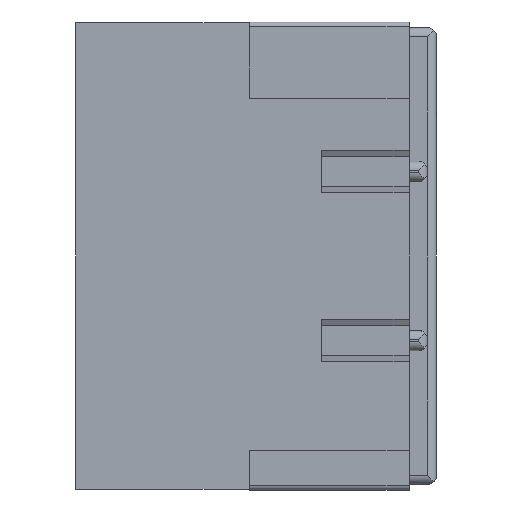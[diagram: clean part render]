
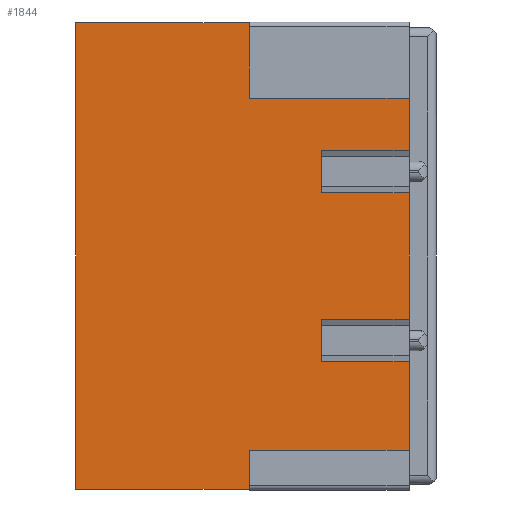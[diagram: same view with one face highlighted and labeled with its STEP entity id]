
A CAD part, left-side view. The second image highlights one B-rep face of the part: STEP entity #1844.
In plain terms, the highlighted planar face has unit normal (-1, 0, 0).
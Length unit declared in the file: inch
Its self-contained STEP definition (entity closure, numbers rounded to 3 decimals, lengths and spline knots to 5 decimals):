
#70=PLANE('',#2009);
#165=FACE_OUTER_BOUND('',#261,.T.);
#261=EDGE_LOOP('',(#1680,#1681,#1682,#1683,#1684,#1685,#1686,#1687,#1688,
#1689,#1690,#1691,#1692,#1693,#1694,#1695));
#349=LINE('',#2738,#545);
#353=LINE('',#2746,#549);
#357=LINE('',#2754,#553);
#432=LINE('',#2984,#628);
#436=LINE('',#2992,#632);
#446=LINE('',#3016,#642);
#451=LINE('',#3025,#647);
#453=LINE('',#3030,#649);
#458=LINE('',#3040,#654);
#463=LINE('',#3051,#659);
#483=LINE('',#3093,#679);
#491=LINE('',#3108,#687);
#492=LINE('',#3110,#688);
#493=LINE('',#3112,#689);
#494=LINE('',#3113,#690);
#495=LINE('',#3114,#691);
#545=VECTOR('',#2143,0.05676);
#549=VECTOR('',#2147,0.13853);
#553=VECTOR('',#2151,0.09676);
#628=VECTOR('',#2396,0.096);
#632=VECTOR('',#2404,0.04647);
#642=VECTOR('',#2420,0.51);
#647=VECTOR('',#2427,0.19);
#649=VECTOR('',#2431,0.19);
#654=VECTOR('',#2440,0.0425);
#659=VECTOR('',#2449,0.0825);
#679=VECTOR('',#2497,0.096);
#687=VECTOR('',#2517,0.175);
#688=VECTOR('',#2520,0.096);
#689=VECTOR('',#2521,0.096);
#690=VECTOR('',#2522,0.04647);
#691=VECTOR('',#2523,0.175);
#792=VERTEX_POINT('',#2735);
#793=VERTEX_POINT('',#2737);
#796=VERTEX_POINT('',#2743);
#797=VERTEX_POINT('',#2745);
#800=VERTEX_POINT('',#2751);
#801=VERTEX_POINT('',#2753);
#871=VERTEX_POINT('',#2982);
#873=VERTEX_POINT('',#2990);
#883=VERTEX_POINT('',#3013);
#884=VERTEX_POINT('',#3015);
#886=VERTEX_POINT('',#3021);
#889=VERTEX_POINT('',#3028);
#892=VERTEX_POINT('',#3038);
#896=VERTEX_POINT('',#3050);
#904=VERTEX_POINT('',#3092);
#906=VERTEX_POINT('',#3111);
#981=EDGE_CURVE('',#793,#792,#349,.T.);
#985=EDGE_CURVE('',#797,#796,#353,.T.);
#989=EDGE_CURVE('',#801,#800,#357,.T.);
#1105=EDGE_CURVE('',#800,#871,#432,.T.);
#1109=EDGE_CURVE('',#871,#873,#436,.T.);
#1119=EDGE_CURVE('',#883,#884,#446,.T.);
#1124=EDGE_CURVE('',#884,#886,#451,.T.);
#1126=EDGE_CURVE('',#883,#889,#453,.T.);
#1131=EDGE_CURVE('',#889,#892,#458,.T.);
#1137=EDGE_CURVE('',#886,#896,#463,.T.);
#1159=EDGE_CURVE('',#793,#904,#483,.T.);
#1167=EDGE_CURVE('',#792,#896,#491,.T.);
#1168=EDGE_CURVE('',#797,#873,#492,.T.);
#1169=EDGE_CURVE('',#796,#906,#493,.T.);
#1170=EDGE_CURVE('',#906,#904,#494,.T.);
#1171=EDGE_CURVE('',#801,#892,#495,.T.);
#1680=ORIENTED_EDGE('',*,*,#1105,.T.);
#1681=ORIENTED_EDGE('',*,*,#1109,.T.);
#1682=ORIENTED_EDGE('',*,*,#1168,.F.);
#1683=ORIENTED_EDGE('',*,*,#985,.T.);
#1684=ORIENTED_EDGE('',*,*,#1169,.T.);
#1685=ORIENTED_EDGE('',*,*,#1170,.T.);
#1686=ORIENTED_EDGE('',*,*,#1159,.F.);
#1687=ORIENTED_EDGE('',*,*,#981,.T.);
#1688=ORIENTED_EDGE('',*,*,#1167,.T.);
#1689=ORIENTED_EDGE('',*,*,#1137,.F.);
#1690=ORIENTED_EDGE('',*,*,#1124,.F.);
#1691=ORIENTED_EDGE('',*,*,#1119,.F.);
#1692=ORIENTED_EDGE('',*,*,#1126,.T.);
#1693=ORIENTED_EDGE('',*,*,#1131,.T.);
#1694=ORIENTED_EDGE('',*,*,#1171,.F.);
#1695=ORIENTED_EDGE('',*,*,#989,.T.);
#1844=ADVANCED_FACE('',(#165),#70,.T.);
#2009=AXIS2_PLACEMENT_3D('',#3109,#2518,#2519);
#2143=DIRECTION('',(0.,0.,1.));
#2147=DIRECTION('',(0.,0.,1.));
#2151=DIRECTION('',(0.,0.,1.));
#2396=DIRECTION('',(0.,1.,0.));
#2404=DIRECTION('',(0.,0.,1.));
#2420=DIRECTION('',(0.,0.,1.));
#2427=DIRECTION('',(0.,-1.,0.));
#2431=DIRECTION('',(0.,-1.,0.));
#2440=DIRECTION('',(0.,0.,1.));
#2449=DIRECTION('',(0.,0.,-1.));
#2497=DIRECTION('',(0.,1.,0.));
#2517=DIRECTION('',(0.,1.,0.));
#2518=DIRECTION('center_axis',(-1.,0.,0.));
#2519=DIRECTION('ref_axis',(0.,0.,1.));
#2520=DIRECTION('',(0.,1.,0.));
#2521=DIRECTION('',(0.,1.,0.));
#2522=DIRECTION('',(0.,0.,1.));
#2523=DIRECTION('',(0.,1.,0.));
#2735=CARTESIAN_POINT('',(-0.24,-0.175,0.1725));
#2737=CARTESIAN_POINT('',(-0.24,-0.175,0.11574));
#2738=CARTESIAN_POINT('',(-0.24,-0.175,0.11574));
#2743=CARTESIAN_POINT('',(-0.24,-0.175,0.06926));
#2745=CARTESIAN_POINT('',(-0.24,-0.175,-0.06926));
#2746=CARTESIAN_POINT('',(-0.24,-0.175,-0.06926));
#2751=CARTESIAN_POINT('',(-0.24,-0.175,-0.11574));
#2753=CARTESIAN_POINT('',(-0.24,-0.175,-0.2125));
#2754=CARTESIAN_POINT('',(-0.24,-0.175,-0.2125));
#2982=CARTESIAN_POINT('',(-0.24,-0.079,-0.11574));
#2984=CARTESIAN_POINT('',(-0.24,-0.175,-0.11574));
#2990=CARTESIAN_POINT('',(-0.24,-0.079,-0.06926));
#2992=CARTESIAN_POINT('',(-0.24,-0.079,-0.255));
#3013=CARTESIAN_POINT('',(-0.24,0.19,-0.255));
#3015=CARTESIAN_POINT('',(-0.24,0.19,0.255));
#3016=CARTESIAN_POINT('',(-0.24,0.19,-0.255));
#3021=CARTESIAN_POINT('',(-0.24,0.,0.255));
#3025=CARTESIAN_POINT('',(-0.24,0.19,0.255));
#3028=CARTESIAN_POINT('',(-0.24,0.,-0.255));
#3030=CARTESIAN_POINT('',(-0.24,0.19,-0.255));
#3038=CARTESIAN_POINT('',(-0.24,0.,-0.2125));
#3040=CARTESIAN_POINT('',(-0.24,0.,-0.255));
#3050=CARTESIAN_POINT('',(-0.24,0.,0.1725));
#3051=CARTESIAN_POINT('',(-0.24,0.,-0.251));
#3092=CARTESIAN_POINT('',(-0.24,-0.079,0.11574));
#3093=CARTESIAN_POINT('',(-0.24,-0.175,0.11574));
#3108=CARTESIAN_POINT('',(-0.24,-0.175,0.1725));
#3109=CARTESIAN_POINT('Origin',(-0.24,-0.175,0.11574));
#3110=CARTESIAN_POINT('',(-0.24,-0.175,-0.06926));
#3111=CARTESIAN_POINT('',(-0.24,-0.079,0.06926));
#3112=CARTESIAN_POINT('',(-0.24,-0.175,0.06926));
#3113=CARTESIAN_POINT('',(-0.24,-0.079,-0.255));
#3114=CARTESIAN_POINT('',(-0.24,-0.175,-0.2125));
